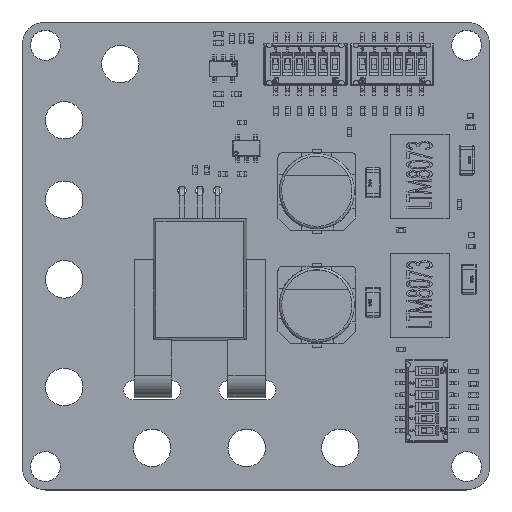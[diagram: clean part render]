
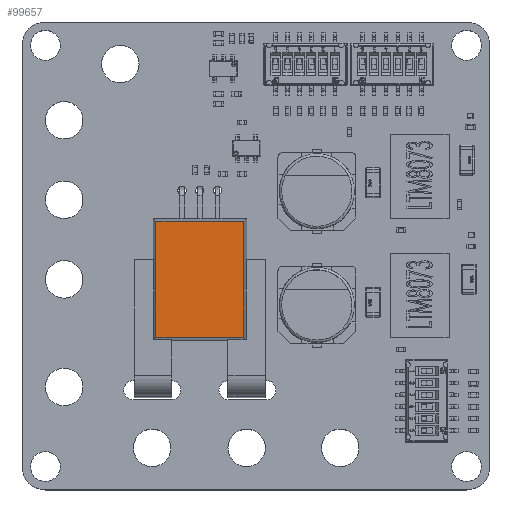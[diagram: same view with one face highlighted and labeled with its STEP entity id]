
A CAD part, top view. The second image highlights one B-rep face of the part: STEP entity #99657.
In plain terms, the highlighted planar face has unit normal (0, 0, 1).
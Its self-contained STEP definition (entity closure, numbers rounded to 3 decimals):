
#11745=FACE_OUTER_BOUND('',#17260,.T.);
#17260=EDGE_LOOP('',(#90629,#90630,#90631,#90632));
#28585=LINE('',#178737,#39938);
#28586=LINE('',#178739,#39939);
#28587=LINE('',#178741,#39940);
#28588=LINE('',#178742,#39941);
#39938=VECTOR('',#128649,1.);
#39939=VECTOR('',#128650,1.);
#39940=VECTOR('',#128651,1.);
#39941=VECTOR('',#128652,1.);
#48836=VERTEX_POINT('',#178735);
#48837=VERTEX_POINT('',#178736);
#48838=VERTEX_POINT('',#178738);
#48839=VERTEX_POINT('',#178740);
#62777=EDGE_CURVE('',#48836,#48837,#28585,.T.);
#62778=EDGE_CURVE('',#48837,#48838,#28586,.T.);
#62779=EDGE_CURVE('',#48838,#48839,#28587,.T.);
#62780=EDGE_CURVE('',#48839,#48836,#28588,.T.);
#90629=ORIENTED_EDGE('',*,*,#62777,.T.);
#90630=ORIENTED_EDGE('',*,*,#62778,.T.);
#90631=ORIENTED_EDGE('',*,*,#62779,.T.);
#90632=ORIENTED_EDGE('',*,*,#62780,.T.);
#94477=PLANE('',#105572);
#99657=ADVANCED_FACE('',(#11745),#94477,.F.);
#105572=AXIS2_PLACEMENT_3D('',#178734,#128647,#128648);
#128647=DIRECTION('center_axis',(0.,0.,
-1.));
#128648=DIRECTION('ref_axis',(0.,-1.,0.));
#128649=DIRECTION('',(0.,-1.,0.));
#128650=DIRECTION('',(1.,0.,0.));
#128651=DIRECTION('',(0.,1.,0.));
#128652=DIRECTION('',(-1.,0.,0.));
#178734=CARTESIAN_POINT('Origin',(14.,16.,7.3));
#178735=CARTESIAN_POINT('',(14.306,28.694,7.3));
#178736=CARTESIAN_POINT('',(14.306,16.306,7.3));
#178737=CARTESIAN_POINT('',(14.306,16.,7.3));
#178738=CARTESIAN_POINT('',(23.694,16.306,7.3));
#178739=CARTESIAN_POINT('',(14.,16.306,7.3));
#178740=CARTESIAN_POINT('',(23.694,28.694,7.3));
#178741=CARTESIAN_POINT('',(23.694,16.,7.3));
#178742=CARTESIAN_POINT('',(14.,28.694,7.3));
